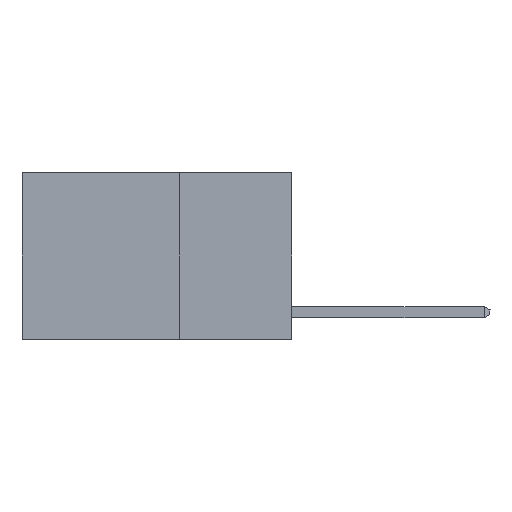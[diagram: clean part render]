
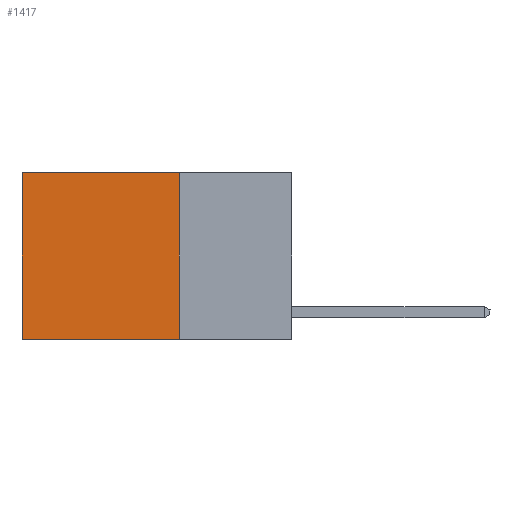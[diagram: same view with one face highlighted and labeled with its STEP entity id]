
A CAD part, left-side view. The second image highlights one B-rep face of the part: STEP entity #1417.
In plain terms, the highlighted planar face has unit normal (-1, 0, 0).
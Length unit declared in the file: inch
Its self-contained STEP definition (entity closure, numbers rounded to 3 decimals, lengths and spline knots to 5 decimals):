
#707 = CARTESIAN_POINT ( 'NONE',  ( 0.2625, 0.25, 0. ) ) ;
#832 = EDGE_CURVE ( 'NONE', #7714, #13859, #4756, .T. ) ;
#950 = CARTESIAN_POINT ( 'NONE',  ( 0.2625, 0.6, -0.37 ) ) ;
#1063 = PLANE ( 'NONE',  #15638 ) ;
#1417 = ADVANCED_FACE ( 'NONE', ( #13034 ), #1063, .F. ) ;
#1542 = EDGE_CURVE ( 'NONE', #13859, #15950, #9847, .T. ) ;
#1585 = EDGE_CURVE ( 'NONE', #7714, #6836, #10187, .T. ) ;
#1687 = DIRECTION ( 'NONE',  ( 0., 0., -1. ) ) ;
#1766 = CARTESIAN_POINT ( 'NONE',  ( 0.2625, 0.6, 0. ) ) ;
#1777 = VECTOR ( 'NONE', #1687, 39.37008 ) ;
#2020 = VECTOR ( 'NONE', #14296, 39.37008 ) ;
#2278 = ORIENTED_EDGE ( 'NONE', *, *, #1585, .T. ) ;
#2926 = ORIENTED_EDGE ( 'NONE', *, *, #4461, .T. ) ;
#3131 = DIRECTION ( 'NONE',  ( 1., 0., 0. ) ) ;
#3433 = CARTESIAN_POINT ( 'NONE',  ( 0.2625, 0.25, 0. ) ) ;
#3465 = EDGE_LOOP ( 'NONE', ( #2926, #4253, #16394, #2278 ) ) ;
#4253 = ORIENTED_EDGE ( 'NONE', *, *, #1542, .F. ) ;
#4461 = EDGE_CURVE ( 'NONE', #6836, #15950, #8308, .T. ) ;
#4756 = LINE ( 'NONE', #3433, #6074 ) ;
#6074 = VECTOR ( 'NONE', #14191, 39.37008 ) ;
#6836 = VERTEX_POINT ( 'NONE', #10432 ) ;
#7398 = DIRECTION ( 'NONE',  ( 0., 1., 0. ) ) ;
#7714 = VERTEX_POINT ( 'NONE', #707 ) ;
#8308 = LINE ( 'NONE', #1766, #1777 ) ;
#8889 = CARTESIAN_POINT ( 'NONE',  ( 0.2625, 0.25, 0. ) ) ;
#9847 = LINE ( 'NONE', #16568, #11228 ) ;
#10187 = LINE ( 'NONE', #8889, #2020 ) ;
#10432 = CARTESIAN_POINT ( 'NONE',  ( 0.2625, 0.6, 0. ) ) ;
#11228 = VECTOR ( 'NONE', #7398, 39.37008 ) ;
#11505 = CARTESIAN_POINT ( 'NONE',  ( 0.2625, 0.25, -0.37 ) ) ;
#13034 = FACE_OUTER_BOUND ( 'NONE', #3465, .T. ) ;
#13791 = DIRECTION ( 'NONE',  ( 0., 0., -1. ) ) ;
#13859 = VERTEX_POINT ( 'NONE', #11505 ) ;
#14191 = DIRECTION ( 'NONE',  ( 0., 0., -1. ) ) ;
#14296 = DIRECTION ( 'NONE',  ( 0., 1., 0. ) ) ;
#14420 = CARTESIAN_POINT ( 'NONE',  ( 0.2625, 0.25, 0. ) ) ;
#15638 = AXIS2_PLACEMENT_3D ( 'NONE', #14420, #3131, #13791 ) ;
#15950 = VERTEX_POINT ( 'NONE', #950 ) ;
#16394 = ORIENTED_EDGE ( 'NONE', *, *, #832, .F. ) ;
#16568 = CARTESIAN_POINT ( 'NONE',  ( 0.2625, 0.25, -0.37 ) ) ;
